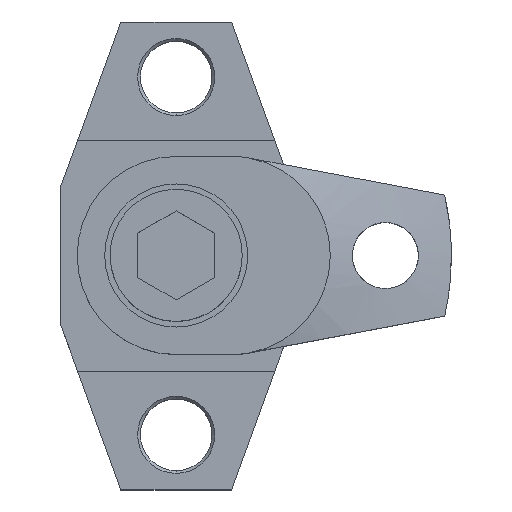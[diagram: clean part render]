
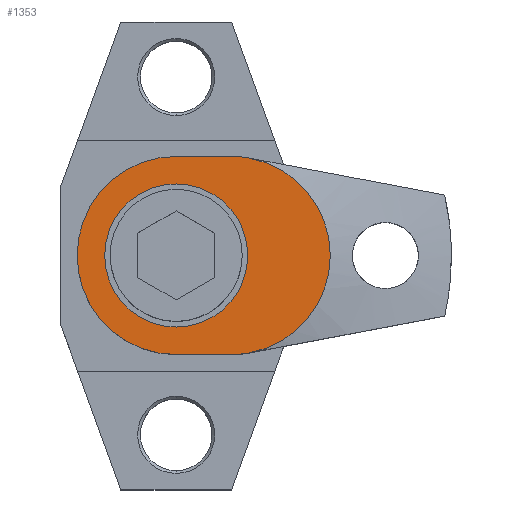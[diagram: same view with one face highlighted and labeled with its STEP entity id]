
A CAD part, top view. The second image highlights one B-rep face of the part: STEP entity #1353.
In plain terms, the highlighted planar face has unit normal (0, 0, 1).
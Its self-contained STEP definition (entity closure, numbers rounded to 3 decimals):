
#30 = EDGE_CURVE ( 'NONE', #2532, #388, #344, .T. ) ;
#67 = FACE_OUTER_BOUND ( 'NONE', #1687, .T. ) ;
#81 = CARTESIAN_POINT ( 'NONE',  ( 0., 18., 60. ) ) ;
#88 = EDGE_CURVE ( 'NONE', #225, #132, #736, .T. ) ;
#132 = VERTEX_POINT ( 'NONE', #777 ) ;
#163 = CARTESIAN_POINT ( 'NONE',  ( 13.338, -17.688, 60. ) ) ;
#180 = CARTESIAN_POINT ( 'NONE',  ( 10., 18., 60. ) ) ;
#184 = EDGE_CURVE ( 'NONE', #2550, #388, #2337, .T. ) ;
#188 = EDGE_CURVE ( 'NONE', #2294, #2532, #2082, .T. ) ;
#190 = AXIS2_PLACEMENT_3D ( 'NONE', #1098, #2515, #718 ) ;
#219 = DIRECTION ( 'NONE',  ( 0., 0., 1. ) ) ;
#225 = VERTEX_POINT ( 'NONE', #457 ) ;
#226 = AXIS2_PLACEMENT_3D ( 'NONE', #1405, #322, #2027 ) ;
#233 = CARTESIAN_POINT ( 'NONE',  ( 10., 0., 60. ) ) ;
#241 = CARTESIAN_POINT ( 'NONE',  ( 10., 0., 60. ) ) ;
#247 = EDGE_LOOP ( 'NONE', ( #2324, #2321 ) ) ;
#254 = ORIENTED_EDGE ( 'NONE', *, *, #30, .T. ) ;
#322 = DIRECTION ( 'NONE',  ( 0., 0., 1. ) ) ;
#323 = EDGE_CURVE ( 'NONE', #132, #225, #953, .T. ) ;
#344 = CIRCLE ( 'NONE', #484, 18. ) ;
#388 = VERTEX_POINT ( 'NONE', #163 ) ;
#411 = DIRECTION ( 'NONE',  ( 0., 0., 1. ) ) ;
#435 = DIRECTION ( 'NONE',  ( 1., 0., 0. ) ) ;
#457 = CARTESIAN_POINT ( 'NONE',  ( 13., 0., 60. ) ) ;
#460 = ORIENTED_EDGE ( 'NONE', *, *, #188, .T. ) ;
#484 = AXIS2_PLACEMENT_3D ( 'NONE', #938, #1189, #1767 ) ;
#518 = CIRCLE ( 'NONE', #2214, 18. ) ;
#550 = LINE ( 'NONE', #180, #1805 ) ;
#630 = DIRECTION ( 'NONE',  ( 0., 0., -1. ) ) ;
#641 = CARTESIAN_POINT ( 'NONE',  ( 0., -18., 60. ) ) ;
#664 = ORIENTED_EDGE ( 'NONE', *, *, #184, .F. ) ;
#718 = DIRECTION ( 'NONE',  ( 1., 0., 0. ) ) ;
#736 = CIRCLE ( 'NONE', #226, 13. ) ;
#744 = AXIS2_PLACEMENT_3D ( 'NONE', #1530, #1305, #1505 ) ;
#777 = CARTESIAN_POINT ( 'NONE',  ( -13., 0., 60. ) ) ;
#873 = VERTEX_POINT ( 'NONE', #81 ) ;
#888 = EDGE_CURVE ( 'NONE', #1456, #2294, #1006, .T. ) ;
#895 = CARTESIAN_POINT ( 'NONE',  ( 0., 0., 60. ) ) ;
#938 = CARTESIAN_POINT ( 'NONE',  ( 10., 0., 60. ) ) ;
#953 = CIRCLE ( 'NONE', #1200, 13. ) ;
#1006 = CIRCLE ( 'NONE', #744, 18. ) ;
#1029 = ORIENTED_EDGE ( 'NONE', *, *, #1945, .T. ) ;
#1032 = DIRECTION ( 'NONE',  ( 1., 0., 0. ) ) ;
#1098 = CARTESIAN_POINT ( 'NONE',  ( 0., 0., 60. ) ) ;
#1116 = ORIENTED_EDGE ( 'NONE', *, *, #1607, .T. ) ;
#1189 = DIRECTION ( 'NONE',  ( 0., 0., 1. ) ) ;
#1198 = VECTOR ( 'NONE', #435, 1000. ) ;
#1200 = AXIS2_PLACEMENT_3D ( 'NONE', #1836, #411, #1221 ) ;
#1221 = DIRECTION ( 'NONE',  ( 1., 0., 0. ) ) ;
#1243 = AXIS2_PLACEMENT_3D ( 'NONE', #241, #630, #1444 ) ;
#1255 = ORIENTED_EDGE ( 'NONE', *, *, #1316, .T. ) ;
#1305 = DIRECTION ( 'NONE',  ( 0., 0., 1. ) ) ;
#1316 = EDGE_CURVE ( 'NONE', #873, #1456, #2381, .T. ) ;
#1353 = ADVANCED_FACE ( 'NONE', ( #2488, #67 ), #1490, .T. ) ;
#1389 = DIRECTION ( 'NONE',  ( -1., 0., 0. ) ) ;
#1395 = CARTESIAN_POINT ( 'NONE',  ( 0., -18., 60. ) ) ;
#1402 = ORIENTED_EDGE ( 'NONE', *, *, #888, .T. ) ;
#1405 = CARTESIAN_POINT ( 'NONE',  ( 0., 0., 60. ) ) ;
#1444 = DIRECTION ( 'NONE',  ( -1., 0., 0. ) ) ;
#1456 = VERTEX_POINT ( 'NONE', #2536 ) ;
#1490 = PLANE ( 'NONE',  #190 ) ;
#1501 = DIRECTION ( 'NONE',  ( 0., 0., 1. ) ) ;
#1505 = DIRECTION ( 'NONE',  ( 1., 0., 0. ) ) ;
#1530 = CARTESIAN_POINT ( 'NONE',  ( 0., 0., 60. ) ) ;
#1607 = EDGE_CURVE ( 'NONE', #2550, #2273, #518, .T. ) ;
#1687 = EDGE_LOOP ( 'NONE', ( #254, #664, #1116, #1029, #1255, #1402, #460 ) ) ;
#1767 = DIRECTION ( 'NONE',  ( 1., 0., 0. ) ) ;
#1805 = VECTOR ( 'NONE', #1389, 1000. ) ;
#1836 = CARTESIAN_POINT ( 'NONE',  ( 0., 0., 60. ) ) ;
#1945 = EDGE_CURVE ( 'NONE', #2273, #873, #550, .T. ) ;
#1951 = CARTESIAN_POINT ( 'NONE',  ( 13.338, 17.688, 60. ) ) ;
#2027 = DIRECTION ( 'NONE',  ( 1., 0., 0. ) ) ;
#2039 = CARTESIAN_POINT ( 'NONE',  ( 10., 18., 60. ) ) ;
#2082 = LINE ( 'NONE', #641, #1198 ) ;
#2134 = AXIS2_PLACEMENT_3D ( 'NONE', #895, #1501, #2301 ) ;
#2214 = AXIS2_PLACEMENT_3D ( 'NONE', #233, #219, #1032 ) ;
#2273 = VERTEX_POINT ( 'NONE', #2039 ) ;
#2294 = VERTEX_POINT ( 'NONE', #1395 ) ;
#2301 = DIRECTION ( 'NONE',  ( 1., 0., 0. ) ) ;
#2321 = ORIENTED_EDGE ( 'NONE', *, *, #323, .F. ) ;
#2324 = ORIENTED_EDGE ( 'NONE', *, *, #88, .F. ) ;
#2337 = CIRCLE ( 'NONE', #1243, 18. ) ;
#2365 = CARTESIAN_POINT ( 'NONE',  ( 10., -18., 60. ) ) ;
#2381 = CIRCLE ( 'NONE', #2134, 18. ) ;
#2488 = FACE_BOUND ( 'NONE', #247, .T. ) ;
#2515 = DIRECTION ( 'NONE',  ( 0., 0., 1. ) ) ;
#2532 = VERTEX_POINT ( 'NONE', #2365 ) ;
#2536 = CARTESIAN_POINT ( 'NONE',  ( -18., 0., 60. ) ) ;
#2550 = VERTEX_POINT ( 'NONE', #1951 ) ;
